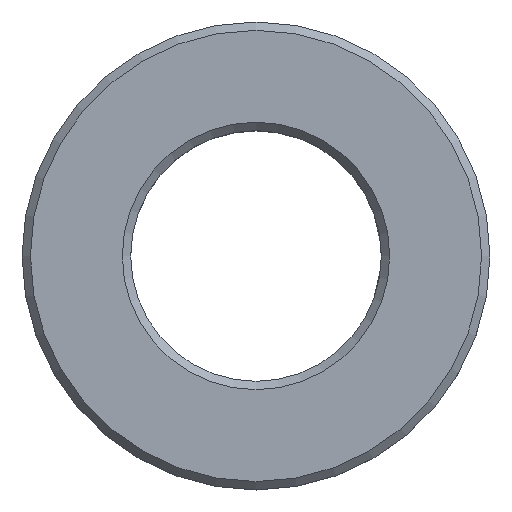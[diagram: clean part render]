
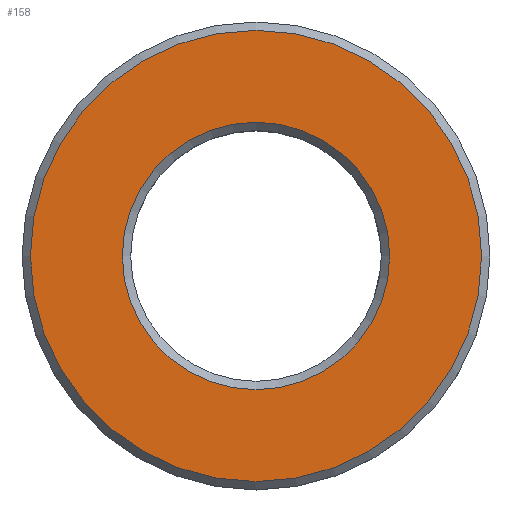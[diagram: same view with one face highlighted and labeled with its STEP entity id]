
A CAD part, top view. The second image highlights one B-rep face of the part: STEP entity #158.
In plain terms, the highlighted planar face has unit normal (0, 0, 1).
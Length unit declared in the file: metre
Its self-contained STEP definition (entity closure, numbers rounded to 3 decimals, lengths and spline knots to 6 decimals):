
#158=ADVANCED_FACE('',(#186,#187),#188,.T.);
#186=FACE_BOUND('',#238,.T.);
#187=FACE_OUTER_BOUND('',#239,.T.);
#188=PLANE('',#240);
#238=EDGE_LOOP('',(#308));
#239=EDGE_LOOP('',(#309));
#240=AXIS2_PLACEMENT_3D('',#310,#311,#312);
#308=ORIENTED_EDGE('',*,*,#397,.T.);
#309=ORIENTED_EDGE('',*,*,#400,.F.);
#310=CARTESIAN_POINT('',(0.0135,0.0,0.012));
#311=DIRECTION('',(0.0,0.,1.0));
#312=DIRECTION('',(0.0,-1.0,0.));
#397=EDGE_CURVE('',#432,#432,#433,.T.);
#400=EDGE_CURVE('',#438,#438,#439,.T.);
#432=VERTEX_POINT('',#510);
#433=CIRCLE('',#511,0.008);
#438=VERTEX_POINT('',#516);
#439=CIRCLE('',#517,0.0135);
#510=CARTESIAN_POINT('',(0.0,0.008,0.012));
#511=AXIS2_PLACEMENT_3D('',#553,#554,#555);
#516=CARTESIAN_POINT('',(0.0,0.0135,0.012));
#517=AXIS2_PLACEMENT_3D('',#562,#563,#564);
#553=CARTESIAN_POINT('',(0.0,0.0,0.012));
#554=DIRECTION('',(0.0,0.,-1.0));
#555=DIRECTION('',(0.0,1.0,0.));
#562=CARTESIAN_POINT('',(0.0,0.0,0.012));
#563=DIRECTION('',(0.0,0.,-1.0));
#564=DIRECTION('',(0.0,1.0,0.));
